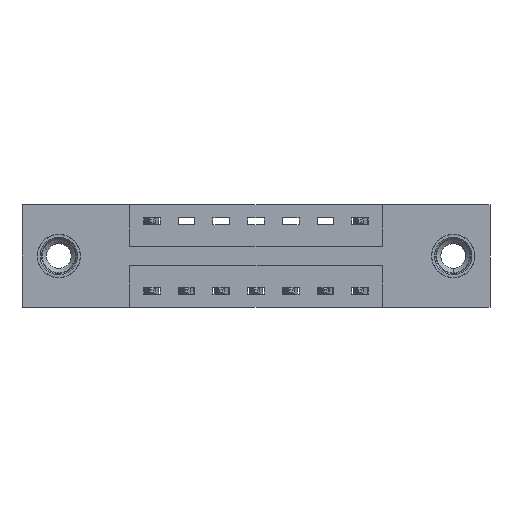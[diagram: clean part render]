
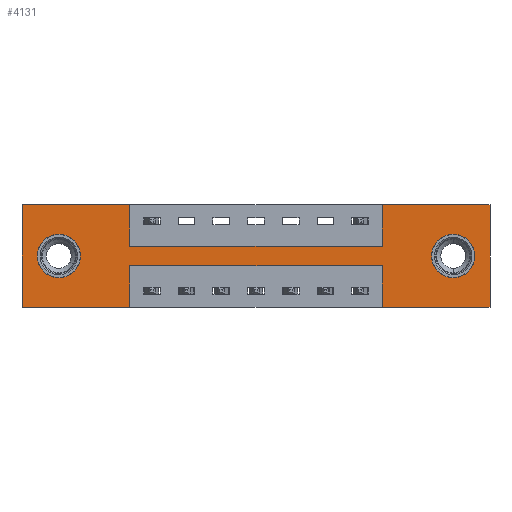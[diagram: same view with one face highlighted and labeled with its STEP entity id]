
A CAD part, front view. The second image highlights one B-rep face of the part: STEP entity #4131.
In plain terms, the highlighted planar face has unit normal (0, -1, 0).
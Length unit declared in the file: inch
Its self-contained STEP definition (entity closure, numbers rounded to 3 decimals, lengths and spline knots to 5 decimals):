
#5 = VERTEX_POINT ( 'NONE', #2778 ) ;
#78 = CIRCLE ( 'NONE', #9980, 0.078 ) ;
#174 = EDGE_CURVE ( 'NONE', #7009, #3024, #2545, .T. ) ;
#217 = ORIENTED_EDGE ( 'NONE', *, *, #8081, .F. ) ;
#231 = AXIS2_PLACEMENT_3D ( 'NONE', #9416, #4860, #10171 ) ;
#285 = AXIS2_PLACEMENT_3D ( 'NONE', #7812, #3107, #8587 ) ;
#495 = ORIENTED_EDGE ( 'NONE', *, *, #4385, .F. ) ;
#505 = VECTOR ( 'NONE', #3764, 39.37008 ) ;
#700 = EDGE_CURVE ( 'NONE', #3024, #9509, #9535, .T. ) ;
#740 = CIRCLE ( 'NONE', #285, 0.078 ) ;
#1132 = VECTOR ( 'NONE', #8951, 39.37008 ) ;
#1226 = EDGE_CURVE ( 'NONE', #7920, #3316, #1719, .T. ) ;
#1451 = CARTESIAN_POINT ( 'NONE',  ( 0., 0., -0.37 ) ) ;
#1561 = EDGE_LOOP ( 'NONE', ( #9847, #1679 ) ) ;
#1679 = ORIENTED_EDGE ( 'NONE', *, *, #10091, .T. ) ;
#1719 = LINE ( 'NONE', #7848, #4518 ) ;
#1783 = LINE ( 'NONE', #1825, #9951 ) ;
#1825 = CARTESIAN_POINT ( 'NONE',  ( 0., 0., 0. ) ) ;
#1941 = ORIENTED_EDGE ( 'NONE', *, *, #174, .F. ) ;
#1965 = CARTESIAN_POINT ( 'NONE',  ( 0.3875, 0., -0.37 ) ) ;
#2164 = CARTESIAN_POINT ( 'NONE',  ( 1.5525, 0., -0.185 ) ) ;
#2211 = ORIENTED_EDGE ( 'NONE', *, *, #9011, .F. ) ;
#2267 = VECTOR ( 'NONE', #6375, 39.37008 ) ;
#2466 = CARTESIAN_POINT ( 'NONE',  ( 0.1325, 0., -0.185 ) ) ;
#2467 = CARTESIAN_POINT ( 'NONE',  ( 0., 0., 0. ) ) ;
#2469 = CARTESIAN_POINT ( 'NONE',  ( 0.3875, 0., -0.37 ) ) ;
#2545 = LINE ( 'NONE', #2469, #8621 ) ;
#2581 = VERTEX_POINT ( 'NONE', #10145 ) ;
#2693 = DIRECTION ( 'NONE',  ( 1., 0., 0. ) ) ;
#2757 = ORIENTED_EDGE ( 'NONE', *, *, #3832, .F. ) ;
#2768 = LINE ( 'NONE', #6119, #505 ) ;
#2778 = CARTESIAN_POINT ( 'NONE',  ( 1.5525, 0., -0.107 ) ) ;
#2866 = LINE ( 'NONE', #7269, #6860 ) ;
#3024 = VERTEX_POINT ( 'NONE', #1965 ) ;
#3046 = DIRECTION ( 'NONE',  ( 0., 0., -1. ) ) ;
#3107 = DIRECTION ( 'NONE',  ( 0., 1., 0. ) ) ;
#3142 = CARTESIAN_POINT ( 'NONE',  ( 0.3875, 0., 0. ) ) ;
#3162 = EDGE_CURVE ( 'NONE', #6488, #4921, #6543, .T. ) ;
#3315 = DIRECTION ( 'NONE',  ( 0., 0., -1. ) ) ;
#3316 = VERTEX_POINT ( 'NONE', #3142 ) ;
#3343 = DIRECTION ( 'NONE',  ( 0., 0., 1. ) ) ;
#3362 = DIRECTION ( 'NONE',  ( 0., 0., 1. ) ) ;
#3514 = CARTESIAN_POINT ( 'NONE',  ( 1.2975, 0., -0.37 ) ) ;
#3689 = ORIENTED_EDGE ( 'NONE', *, *, #8309, .T. ) ;
#3764 = DIRECTION ( 'NONE',  ( 0., 0., -1. ) ) ;
#3774 = VERTEX_POINT ( 'NONE', #4524 ) ;
#3775 = VECTOR ( 'NONE', #4867, 39.37008 ) ;
#3832 = EDGE_CURVE ( 'NONE', #3316, #5658, #2768, .T. ) ;
#3869 = VERTEX_POINT ( 'NONE', #8447 ) ;
#3900 = CARTESIAN_POINT ( 'NONE',  ( 1.2975, 0., -0.15 ) ) ;
#3910 = EDGE_LOOP ( 'NONE', ( #3689, #5811 ) ) ;
#3995 = VERTEX_POINT ( 'NONE', #7834 ) ;
#4041 = CARTESIAN_POINT ( 'NONE',  ( 0.3875, 0., -0.22 ) ) ;
#4080 = VERTEX_POINT ( 'NONE', #4906 ) ;
#4131 = ADVANCED_FACE ( 'NONE', ( #4612, #7134, #6425 ), #7234, .T. ) ;
#4220 = VECTOR ( 'NONE', #5258, 39.37008 ) ;
#4285 = CARTESIAN_POINT ( 'NONE',  ( 1.2975, 0., -0.37 ) ) ;
#4294 = LINE ( 'NONE', #4041, #3775 ) ;
#4385 = EDGE_CURVE ( 'NONE', #5658, #5819, #8559, .T. ) ;
#4473 = ORIENTED_EDGE ( 'NONE', *, *, #3162, .F. ) ;
#4518 = VECTOR ( 'NONE', #5560, 39.37008 ) ;
#4524 = CARTESIAN_POINT ( 'NONE',  ( 1.2975, 0., -0.22 ) ) ;
#4602 = EDGE_CURVE ( 'NONE', #4080, #5, #78, .T. ) ;
#4612 = FACE_BOUND ( 'NONE', #3910, .T. ) ;
#4740 = ORIENTED_EDGE ( 'NONE', *, *, #5445, .F. ) ;
#4860 = DIRECTION ( 'NONE',  ( 0., 1., 0. ) ) ;
#4867 = DIRECTION ( 'NONE',  ( -1., 0., 0. ) ) ;
#4906 = CARTESIAN_POINT ( 'NONE',  ( 1.5525, 0., -0.263 ) ) ;
#4921 = VERTEX_POINT ( 'NONE', #4285 ) ;
#5074 = VECTOR ( 'NONE', #5751, 39.37008 ) ;
#5172 = CARTESIAN_POINT ( 'NONE',  ( 0.3875, 0., -0.15 ) ) ;
#5212 = LINE ( 'NONE', #5778, #7709 ) ;
#5218 = ORIENTED_EDGE ( 'NONE', *, *, #5429, .F. ) ;
#5236 = EDGE_CURVE ( 'NONE', #3995, #2581, #740, .T. ) ;
#5258 = DIRECTION ( 'NONE',  ( -1., 0., 0. ) ) ;
#5429 = EDGE_CURVE ( 'NONE', #9509, #7920, #7556, .T. ) ;
#5445 = EDGE_CURVE ( 'NONE', #5819, #6669, #2866, .T. ) ;
#5560 = DIRECTION ( 'NONE',  ( 1., 0., 0. ) ) ;
#5658 = VERTEX_POINT ( 'NONE', #6814 ) ;
#5751 = DIRECTION ( 'NONE',  ( 0., 0., 1. ) ) ;
#5778 = CARTESIAN_POINT ( 'NONE',  ( 1.685, 0., 0. ) ) ;
#5811 = ORIENTED_EDGE ( 'NONE', *, *, #4602, .T. ) ;
#5819 = VERTEX_POINT ( 'NONE', #3900 ) ;
#6119 = CARTESIAN_POINT ( 'NONE',  ( 0.3875, 0., 0. ) ) ;
#6375 = DIRECTION ( 'NONE',  ( -1., 0., 0. ) ) ;
#6425 = FACE_OUTER_BOUND ( 'NONE', #9593, .T. ) ;
#6488 = VERTEX_POINT ( 'NONE', #7064 ) ;
#6543 = LINE ( 'NONE', #9800, #4220 ) ;
#6669 = VERTEX_POINT ( 'NONE', #9529 ) ;
#6814 = CARTESIAN_POINT ( 'NONE',  ( 0.3875, 0., -0.15 ) ) ;
#6860 = VECTOR ( 'NONE', #3362, 39.37008 ) ;
#7009 = VERTEX_POINT ( 'NONE', #7637 ) ;
#7064 = CARTESIAN_POINT ( 'NONE',  ( 1.685, 0., -0.37 ) ) ;
#7134 = FACE_BOUND ( 'NONE', #1561, .T. ) ;
#7234 = PLANE ( 'NONE',  #7612 ) ;
#7269 = CARTESIAN_POINT ( 'NONE',  ( 1.2975, 0., 0. ) ) ;
#7318 = EDGE_CURVE ( 'NONE', #3869, #6488, #5212, .T. ) ;
#7390 = AXIS2_PLACEMENT_3D ( 'NONE', #2466, #8025, #3343 ) ;
#7555 = LINE ( 'NONE', #3514, #1132 ) ;
#7556 = LINE ( 'NONE', #8785, #5074 ) ;
#7612 = AXIS2_PLACEMENT_3D ( 'NONE', #7966, #8002, #3315 ) ;
#7637 = CARTESIAN_POINT ( 'NONE',  ( 0.3875, 0., -0.22 ) ) ;
#7709 = VECTOR ( 'NONE', #10324, 39.37008 ) ;
#7757 = DIRECTION ( 'NONE',  ( 0., 1., 0. ) ) ;
#7812 = CARTESIAN_POINT ( 'NONE',  ( 0.1325, 0., -0.185 ) ) ;
#7834 = CARTESIAN_POINT ( 'NONE',  ( 0.1325, 0., -0.107 ) ) ;
#7848 = CARTESIAN_POINT ( 'NONE',  ( 0., 0., 0. ) ) ;
#7920 = VERTEX_POINT ( 'NONE', #2467 ) ;
#7966 = CARTESIAN_POINT ( 'NONE',  ( 0., 0., -0.37 ) ) ;
#8002 = DIRECTION ( 'NONE',  ( 0., -1., 0. ) ) ;
#8025 = DIRECTION ( 'NONE',  ( 0., 1., 0. ) ) ;
#8044 = CIRCLE ( 'NONE', #231, 0.078 ) ;
#8081 = EDGE_CURVE ( 'NONE', #6669, #3869, #1783, .T. ) ;
#8309 = EDGE_CURVE ( 'NONE', #5, #4080, #8044, .T. ) ;
#8311 = ORIENTED_EDGE ( 'NONE', *, *, #10022, .F. ) ;
#8447 = CARTESIAN_POINT ( 'NONE',  ( 1.685, 0., 0. ) ) ;
#8559 = LINE ( 'NONE', #5172, #10319 ) ;
#8560 = ORIENTED_EDGE ( 'NONE', *, *, #7318, .F. ) ;
#8587 = DIRECTION ( 'NONE',  ( 0., 0., 1. ) ) ;
#8621 = VECTOR ( 'NONE', #10314, 39.37008 ) ;
#8785 = CARTESIAN_POINT ( 'NONE',  ( 0., 0., 0. ) ) ;
#8951 = DIRECTION ( 'NONE',  ( 0., 0., 1. ) ) ;
#9011 = EDGE_CURVE ( 'NONE', #4921, #3774, #7555, .T. ) ;
#9031 = ORIENTED_EDGE ( 'NONE', *, *, #1226, .F. ) ;
#9220 = CIRCLE ( 'NONE', #7390, 0.078 ) ;
#9267 = ORIENTED_EDGE ( 'NONE', *, *, #700, .F. ) ;
#9416 = CARTESIAN_POINT ( 'NONE',  ( 1.5525, 0., -0.185 ) ) ;
#9509 = VERTEX_POINT ( 'NONE', #9585 ) ;
#9529 = CARTESIAN_POINT ( 'NONE',  ( 1.2975, 0., 0. ) ) ;
#9535 = LINE ( 'NONE', #1451, #2267 ) ;
#9585 = CARTESIAN_POINT ( 'NONE',  ( 0., 0., -0.37 ) ) ;
#9593 = EDGE_LOOP ( 'NONE', ( #1941, #8311, #2211, #4473, #8560, #217, #4740, #495, #2757, #9031, #5218, #9267 ) ) ;
#9707 = DIRECTION ( 'NONE',  ( 1., 0., 0. ) ) ;
#9800 = CARTESIAN_POINT ( 'NONE',  ( 0., 0., -0.37 ) ) ;
#9847 = ORIENTED_EDGE ( 'NONE', *, *, #5236, .T. ) ;
#9951 = VECTOR ( 'NONE', #9707, 39.37008 ) ;
#9980 = AXIS2_PLACEMENT_3D ( 'NONE', #2164, #7757, #3046 ) ;
#10022 = EDGE_CURVE ( 'NONE', #3774, #7009, #4294, .T. ) ;
#10091 = EDGE_CURVE ( 'NONE', #2581, #3995, #9220, .T. ) ;
#10145 = CARTESIAN_POINT ( 'NONE',  ( 0.1325, 0., -0.263 ) ) ;
#10171 = DIRECTION ( 'NONE',  ( 0., 0., -1. ) ) ;
#10314 = DIRECTION ( 'NONE',  ( 0., 0., -1. ) ) ;
#10319 = VECTOR ( 'NONE', #2693, 39.37008 ) ;
#10324 = DIRECTION ( 'NONE',  ( 0., 0., -1. ) ) ;
